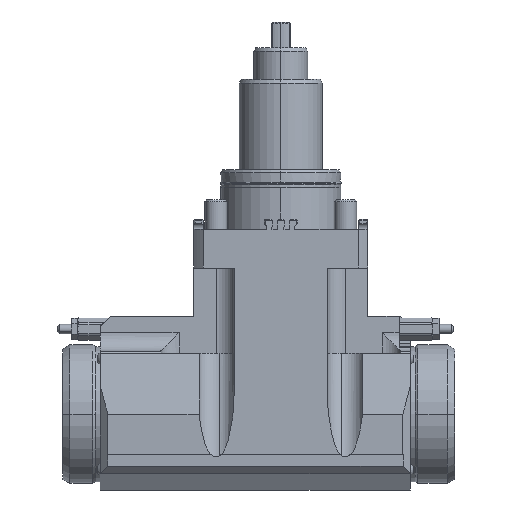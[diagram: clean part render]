
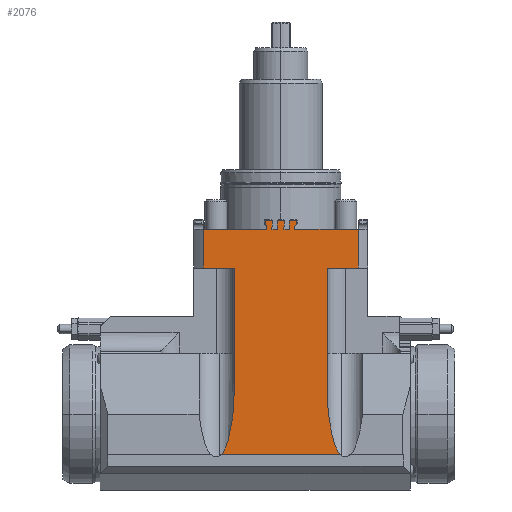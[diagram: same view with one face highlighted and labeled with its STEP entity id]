
A CAD part, front view. The second image highlights one B-rep face of the part: STEP entity #2076.
In plain terms, the highlighted planar face has unit normal (0, -1, 0).
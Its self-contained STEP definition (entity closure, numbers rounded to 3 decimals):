
#1676=CARTESIAN_POINT('',(1.678,-47.,-0.));
#1677=VERTEX_POINT('',#1676);
#1695=CARTESIAN_POINT('',(2.,-47.,1.577));
#1696=VERTEX_POINT('',#1695);
#1703=CARTESIAN_POINT('',(3.25,-47.,0.5));
#1704=DIRECTION('',(0.,1.,-0.));
#1705=DIRECTION('',(0.,0.,1.));
#1706=AXIS2_PLACEMENT_3D('',#1703,#1704,#1705);
#1707=CIRCLE('',#1706,1.65);
#1708=EDGE_CURVE('',#1677,#1696,#1707,.T.);
#1718=CARTESIAN_POINT('',(7.546,-47.,-0.));
#1719=VERTEX_POINT('',#1718);
#1754=CARTESIAN_POINT('',(8.305,-47.,2.444));
#1755=VERTEX_POINT('',#1754);
#1763=CARTESIAN_POINT('',(10.25,-47.,0.5));
#1764=DIRECTION('',(0.,1.,-0.));
#1765=DIRECTION('',(0.,0.,1.));
#1766=AXIS2_PLACEMENT_3D('',#1763,#1764,#1765);
#1767=CIRCLE('',#1766,2.75);
#1768=EDGE_CURVE('',#1719,#1755,#1767,.T.);
#1857=CARTESIAN_POINT('',(0.,-47.,-3.75));
#1858=DIRECTION('',(-0.,-1.,0.));
#1859=DIRECTION('',(-0.,-0.,-1.));
#1860=AXIS2_PLACEMENT_3D('',#1857,#1858,#1859);
#1861=PLANE('',#1860);
#1862=ORIENTED_EDGE('',*,*,#1768,.T.);
#1863=CARTESIAN_POINT('',(8.305,-47.,4.8));
#1864=VERTEX_POINT('',#1863);
#1865=CARTESIAN_POINT('',(8.305,-47.,4.8));
#1866=DIRECTION('',(-0.,0.,-1.));
#1867=VECTOR('',#1866,2.356);
#1868=LINE('',#1865,#1867);
#1869=EDGE_CURVE('',#1864,#1755,#1868,.T.);
#1870=ORIENTED_EDGE('',*,*,#1869,.F.);
#1871=CARTESIAN_POINT('',(4.5,-47.,4.8));
#1872=VERTEX_POINT('',#1871);
#1873=CARTESIAN_POINT('',(4.5,-47.,4.8));
#1874=DIRECTION('',(1.,0.,-0.));
#1875=VECTOR('',#1874,3.805);
#1876=LINE('',#1873,#1875);
#1877=EDGE_CURVE('',#1872,#1864,#1876,.T.);
#1878=ORIENTED_EDGE('',*,*,#1877,.F.);
#1879=CARTESIAN_POINT('',(4.5,-47.,1.577));
#1880=VERTEX_POINT('',#1879);
#1881=CARTESIAN_POINT('',(4.5,-47.,4.8));
#1882=DIRECTION('',(-0.,0.,-1.));
#1883=VECTOR('',#1882,3.223);
#1884=LINE('',#1881,#1883);
#1885=EDGE_CURVE('',#1872,#1880,#1884,.T.);
#1886=ORIENTED_EDGE('',*,*,#1885,.T.);
#1887=CARTESIAN_POINT('',(4.822,-47.,-0.));
#1888=VERTEX_POINT('',#1887);
#1889=CARTESIAN_POINT('',(3.25,-47.,0.5));
#1890=DIRECTION('',(0.,1.,-0.));
#1891=DIRECTION('',(0.,0.,1.));
#1892=AXIS2_PLACEMENT_3D('',#1889,#1890,#1891);
#1893=CIRCLE('',#1892,1.65);
#1894=EDGE_CURVE('',#1880,#1888,#1893,.T.);
#1895=ORIENTED_EDGE('',*,*,#1894,.T.);
#1896=CARTESIAN_POINT('',(1.678,-47.,-0.));
#1897=DIRECTION('',(1.,0.,-0.));
#1898=VECTOR('',#1897,3.145);
#1899=LINE('',#1896,#1898);
#1900=EDGE_CURVE('',#1677,#1888,#1899,.T.);
#1901=ORIENTED_EDGE('',*,*,#1900,.F.);
#1902=ORIENTED_EDGE('',*,*,#1708,.T.);
#1903=CARTESIAN_POINT('',(2.,-47.,4.8));
#1904=VERTEX_POINT('',#1903);
#1905=CARTESIAN_POINT('',(2.,-47.,1.577));
#1906=DIRECTION('',(0.,0.,1.));
#1907=VECTOR('',#1906,3.223);
#1908=LINE('',#1905,#1907);
#1909=EDGE_CURVE('',#1696,#1904,#1908,.T.);
#1910=ORIENTED_EDGE('',*,*,#1909,.T.);
#1911=CARTESIAN_POINT('',(-2.,-47.,4.8));
#1912=VERTEX_POINT('',#1911);
#1913=CARTESIAN_POINT('',(-2.,-47.,4.8));
#1914=DIRECTION('',(1.,0.,-0.));
#1915=VECTOR('',#1914,4.);
#1916=LINE('',#1913,#1915);
#1917=EDGE_CURVE('',#1912,#1904,#1916,.T.);
#1918=ORIENTED_EDGE('',*,*,#1917,.F.);
#1919=CARTESIAN_POINT('',(-2.,-47.,1.577));
#1920=VERTEX_POINT('',#1919);
#1921=CARTESIAN_POINT('',(-2.,-47.,4.8));
#1922=DIRECTION('',(-0.,0.,-1.));
#1923=VECTOR('',#1922,3.223);
#1924=LINE('',#1921,#1923);
#1925=EDGE_CURVE('',#1912,#1920,#1924,.T.);
#1926=ORIENTED_EDGE('',*,*,#1925,.T.);
#1927=CARTESIAN_POINT('',(-1.678,-47.,-0.));
#1928=VERTEX_POINT('',#1927);
#1929=CARTESIAN_POINT('',(-3.25,-47.,0.5));
#1930=DIRECTION('',(0.,1.,-0.));
#1931=DIRECTION('',(0.,0.,1.));
#1932=AXIS2_PLACEMENT_3D('',#1929,#1930,#1931);
#1933=CIRCLE('',#1932,1.65);
#1934=EDGE_CURVE('',#1920,#1928,#1933,.T.);
#1935=ORIENTED_EDGE('',*,*,#1934,.T.);
#1936=CARTESIAN_POINT('',(-4.822,-47.,-0.));
#1937=VERTEX_POINT('',#1936);
#1938=CARTESIAN_POINT('',(-4.822,-47.,-0.));
#1939=DIRECTION('',(1.,0.,-0.));
#1940=VECTOR('',#1939,3.145);
#1941=LINE('',#1938,#1940);
#1942=EDGE_CURVE('',#1937,#1928,#1941,.T.);
#1943=ORIENTED_EDGE('',*,*,#1942,.F.);
#1944=CARTESIAN_POINT('',(-4.5,-47.,1.577));
#1945=VERTEX_POINT('',#1944);
#1946=CARTESIAN_POINT('',(-3.25,-47.,0.5));
#1947=DIRECTION('',(0.,1.,-0.));
#1948=DIRECTION('',(0.,0.,1.));
#1949=AXIS2_PLACEMENT_3D('',#1946,#1947,#1948);
#1950=CIRCLE('',#1949,1.65);
#1951=EDGE_CURVE('',#1937,#1945,#1950,.T.);
#1952=ORIENTED_EDGE('',*,*,#1951,.T.);
#1953=CARTESIAN_POINT('',(-4.5,-47.,4.8));
#1954=VERTEX_POINT('',#1953);
#1955=CARTESIAN_POINT('',(-4.5,-47.,1.577));
#1956=DIRECTION('',(0.,0.,1.));
#1957=VECTOR('',#1956,3.223);
#1958=LINE('',#1955,#1957);
#1959=EDGE_CURVE('',#1945,#1954,#1958,.T.);
#1960=ORIENTED_EDGE('',*,*,#1959,.T.);
#1961=CARTESIAN_POINT('',(-8.305,-47.,4.8));
#1962=VERTEX_POINT('',#1961);
#1963=CARTESIAN_POINT('',(-8.305,-47.,4.8));
#1964=DIRECTION('',(1.,0.,-0.));
#1965=VECTOR('',#1964,3.805);
#1966=LINE('',#1963,#1965);
#1967=EDGE_CURVE('',#1962,#1954,#1966,.T.);
#1968=ORIENTED_EDGE('',*,*,#1967,.F.);
#1969=CARTESIAN_POINT('',(-8.305,-47.,2.444));
#1970=VERTEX_POINT('',#1969);
#1971=CARTESIAN_POINT('',(-8.305,-47.,2.444));
#1972=DIRECTION('',(0.,0.,1.));
#1973=VECTOR('',#1972,2.356);
#1974=LINE('',#1971,#1973);
#1975=EDGE_CURVE('',#1970,#1962,#1974,.T.);
#1976=ORIENTED_EDGE('',*,*,#1975,.F.);
#1977=CARTESIAN_POINT('',(-7.546,-47.,-0.));
#1978=VERTEX_POINT('',#1977);
#1979=CARTESIAN_POINT('',(-10.25,-47.,0.5));
#1980=DIRECTION('',(0.,1.,-0.));
#1981=DIRECTION('',(0.,0.,1.));
#1982=AXIS2_PLACEMENT_3D('',#1979,#1980,#1981);
#1983=CIRCLE('',#1982,2.75);
#1984=EDGE_CURVE('',#1970,#1978,#1983,.T.);
#1985=ORIENTED_EDGE('',*,*,#1984,.T.);
#1986=CARTESIAN_POINT('',(-41.952,-47.,0.));
#1987=VERTEX_POINT('',#1986);
#1988=CARTESIAN_POINT('',(-41.952,-47.,0.));
#1989=DIRECTION('',(1.,0.,-0.));
#1990=VECTOR('',#1989,34.407);
#1991=LINE('',#1988,#1990);
#1992=EDGE_CURVE('',#1987,#1978,#1991,.T.);
#1993=ORIENTED_EDGE('',*,*,#1992,.F.);
#1994=CARTESIAN_POINT('',(-41.952,-47.,-21.));
#1995=VERTEX_POINT('',#1994);
#1996=CARTESIAN_POINT('',(-41.952,-47.,0.));
#1997=DIRECTION('',(0.,0.,-1.));
#1998=VECTOR('',#1997,21.);
#1999=LINE('',#1996,#1998);
#2000=EDGE_CURVE('',#1987,#1995,#1999,.T.);
#2001=ORIENTED_EDGE('',*,*,#2000,.T.);
#2002=CARTESIAN_POINT('',(-25.,-47.,-21.));
#2003=VERTEX_POINT('',#2002);
#2004=CARTESIAN_POINT('',(-41.952,-47.,-21.));
#2005=DIRECTION('',(1.,0.,0.));
#2006=VECTOR('',#2005,16.952);
#2007=LINE('',#2004,#2006);
#2008=EDGE_CURVE('',#1995,#2003,#2007,.T.);
#2009=ORIENTED_EDGE('',*,*,#2008,.T.);
#2010=CARTESIAN_POINT('',(-25.,-47.,-84.87));
#2011=VERTEX_POINT('',#2010);
#2012=CARTESIAN_POINT('',(-25.,-47.,-21.));
#2013=DIRECTION('',(0.,-0.,-1.));
#2014=VECTOR('',#2013,63.87);
#2015=LINE('',#2012,#2014);
#2016=EDGE_CURVE('',#2003,#2011,#2015,.T.);
#2017=ORIENTED_EDGE('',*,*,#2016,.T.);
#2018=CARTESIAN_POINT('',(-32.234,-47.,-122.));
#2019=VERTEX_POINT('',#2018);
#2020=CARTESIAN_POINT('',(-35.,-47.,-84.87));
#2021=DIRECTION('',(-0.,1.,-0.));
#2022=DIRECTION('',(0.,0.,1.));
#2023=AXIS2_PLACEMENT_3D('',#2020,#2021,#2022);
#2024=ELLIPSE('',#2023,38.637,10.);
#2025=EDGE_CURVE('',#2011,#2019,#2024,.T.);
#2026=ORIENTED_EDGE('',*,*,#2025,.T.);
#2027=CARTESIAN_POINT('',(32.234,-47.,-122.));
#2028=VERTEX_POINT('',#2027);
#2029=CARTESIAN_POINT('',(-32.234,-47.,-122.));
#2030=DIRECTION('',(1.,0.,0.));
#2031=VECTOR('',#2030,64.469);
#2032=LINE('',#2029,#2031);
#2033=EDGE_CURVE('',#2019,#2028,#2032,.T.);
#2034=ORIENTED_EDGE('',*,*,#2033,.T.);
#2035=CARTESIAN_POINT('',(25.,-47.,-84.87));
#2036=VERTEX_POINT('',#2035);
#2037=CARTESIAN_POINT('',(35.,-47.,-84.87));
#2038=DIRECTION('',(-0.,1.,-0.));
#2039=DIRECTION('',(0.,0.,1.));
#2040=AXIS2_PLACEMENT_3D('',#2037,#2038,#2039);
#2041=ELLIPSE('',#2040,38.637,10.);
#2042=EDGE_CURVE('',#2028,#2036,#2041,.T.);
#2043=ORIENTED_EDGE('',*,*,#2042,.T.);
#2044=CARTESIAN_POINT('',(25.,-47.,-21.));
#2045=VERTEX_POINT('',#2044);
#2046=CARTESIAN_POINT('',(25.,-47.,-84.87));
#2047=DIRECTION('',(-0.,-0.,1.));
#2048=VECTOR('',#2047,63.87);
#2049=LINE('',#2046,#2048);
#2050=EDGE_CURVE('',#2036,#2045,#2049,.T.);
#2051=ORIENTED_EDGE('',*,*,#2050,.T.);
#2052=CARTESIAN_POINT('',(41.952,-47.,-21.));
#2053=VERTEX_POINT('',#2052);
#2054=CARTESIAN_POINT('',(25.,-47.,-21.));
#2055=DIRECTION('',(1.,0.,0.));
#2056=VECTOR('',#2055,16.952);
#2057=LINE('',#2054,#2056);
#2058=EDGE_CURVE('',#2045,#2053,#2057,.T.);
#2059=ORIENTED_EDGE('',*,*,#2058,.T.);
#2060=CARTESIAN_POINT('',(41.952,-47.,-0.));
#2061=VERTEX_POINT('',#2060);
#2062=CARTESIAN_POINT('',(41.952,-47.,-21.));
#2063=DIRECTION('',(0.,-0.,1.));
#2064=VECTOR('',#2063,21.);
#2065=LINE('',#2062,#2064);
#2066=EDGE_CURVE('',#2053,#2061,#2065,.T.);
#2067=ORIENTED_EDGE('',*,*,#2066,.T.);
#2068=CARTESIAN_POINT('',(7.546,-47.,-0.));
#2069=DIRECTION('',(1.,0.,-0.));
#2070=VECTOR('',#2069,34.407);
#2071=LINE('',#2068,#2070);
#2072=EDGE_CURVE('',#1719,#2061,#2071,.T.);
#2073=ORIENTED_EDGE('',*,*,#2072,.F.);
#2074=EDGE_LOOP('',(#1862,#1870,#1878,#1886,#1895,#1901,#1902,#1910,#1918,#1926,#1935,#1943,#1952,#1960,#1968,#1976,#1985,#1993,#2001,#2009,#2017,#2026,#2034,#2043,#2051,#2059,
#2067,#2073));
#2075=FACE_BOUND('',#2074,.T.);
#2076=ADVANCED_FACE('',(#2075),#1861,.T.);
